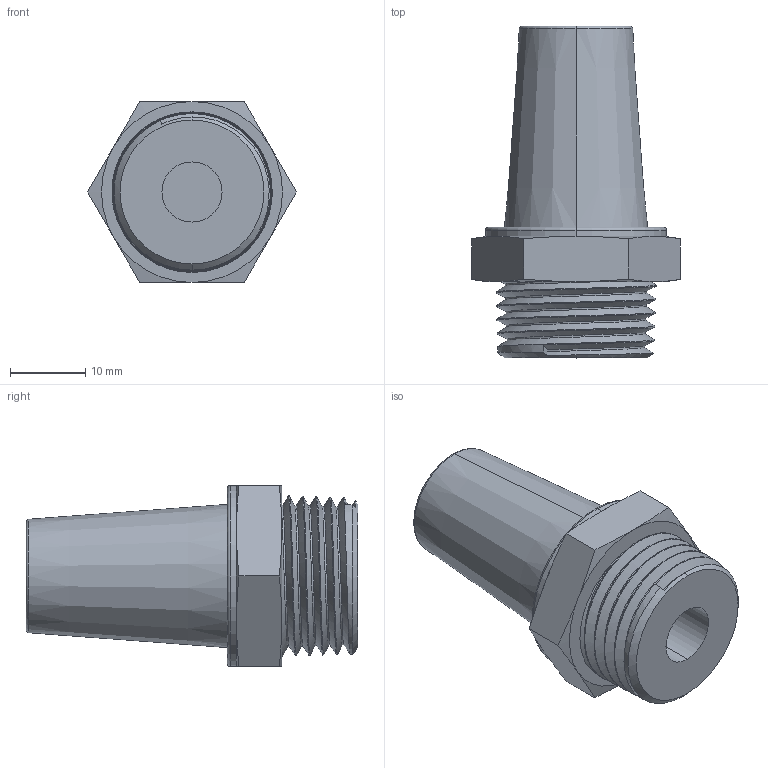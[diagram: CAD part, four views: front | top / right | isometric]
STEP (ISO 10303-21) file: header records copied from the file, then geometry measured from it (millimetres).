
FILE_DESCRIPTION (( 'STEP AP203' ), '1' );
FILE_NAME ('SBC-12N.step', '2023-05-18T13:33:36', ( '' ), ( '' ), 'SwSTEP 2.0', 'SolidWorks 2021', '' );
FILE_SCHEMA (( 'CONFIG_CONTROL_DESIGN' ));
Length unit declared in the file: inch
Products named in the file (1): SBC-12N
Bounding box: 27.71 x 44 x 24 mm (x, y, z)
Volume: 12065.8 mm3; surface area: 4257.9 mm2
Topology: 1 solids, 1 shells, 60 faces, 320 edges, 265 vertices
Faces by surface type: cone 28, plane 12, bspline 12, torus 4, cylinder 4
Entity records: 11445 total; most frequent: CARTESIAN_POINT 9263, ORIENTED_EDGE 640, EDGE_CURVE 320, VERTEX_POINT 265, B_SPLINE_CURVE_WITH_KNOTS 257, DIRECTION 196, AXIS2_PLACEMENT_3D 84, EDGE_LOOP 63
